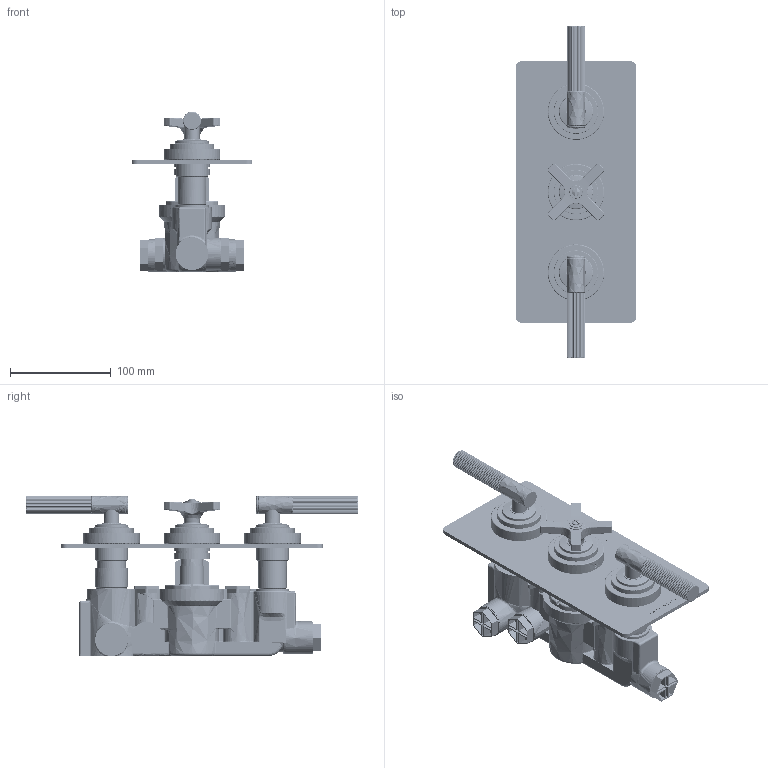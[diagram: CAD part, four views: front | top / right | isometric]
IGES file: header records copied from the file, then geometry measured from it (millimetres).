
Global section: file name: V703-TLX; native system: Autodesk Inventor 2023; preprocessor: unknown; author: adaniels; date: 20230223.153605; units: millimetre
Bounding box: 120 x 330 x 159.61 mm (x, y, z)
Volume: 718237.6 mm3; surface area: 429150.6 mm2
Topology: 93 solids, 98 shells, 4400 faces, 12067 edges, 8110 vertices
Faces by surface type: bspline 4400
